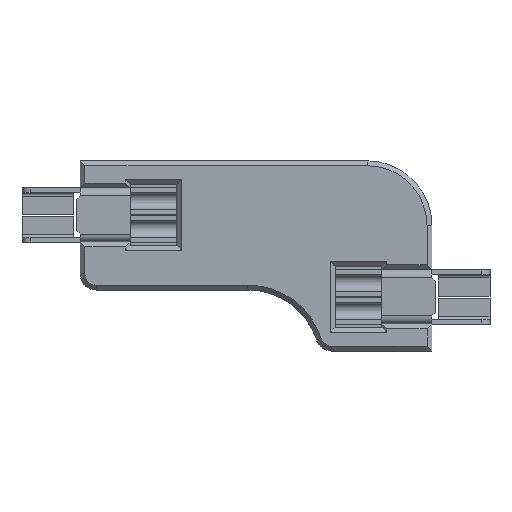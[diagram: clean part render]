
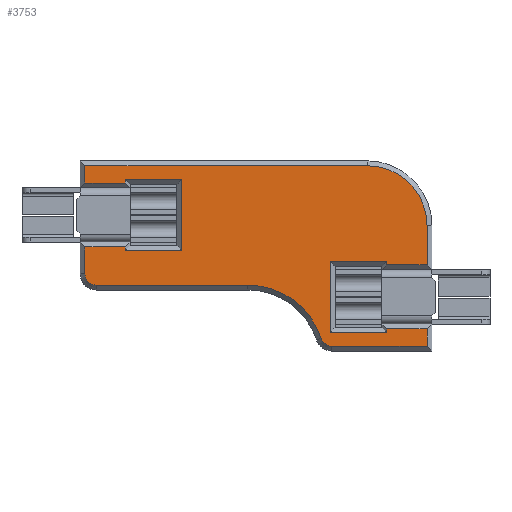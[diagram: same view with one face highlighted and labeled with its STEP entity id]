
A CAD part, top view. The second image highlights one B-rep face of the part: STEP entity #3753.
In plain terms, the highlighted planar face has unit normal (0, 0, 1).
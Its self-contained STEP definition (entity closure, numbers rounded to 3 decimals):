
#45=PLANE('',#4025);
#261=FACE_OUTER_BOUND('',#492,.T.);
#492=EDGE_LOOP('',(#2703,#2704,#2705,#2706,#2707,#2708,#2709,#2710,#2711,
#2712,#2713,#2714,#2715,#2716,#2717,#2718,#2719,#2720,#2721,#2722,#2723,
#2724,#2725,#2726,#2727));
#732=LINE('',#5592,#1171);
#733=LINE('',#5594,#1172);
#734=LINE('',#5596,#1173);
#735=LINE('',#5598,#1174);
#736=LINE('',#5600,#1175);
#737=LINE('',#5602,#1176);
#738=LINE('',#5604,#1177);
#739=LINE('',#5606,#1178);
#740=LINE('',#5608,#1179);
#741=LINE('',#5610,#1180);
#742=LINE('',#5614,#1181);
#743=LINE('',#5616,#1182);
#744=LINE('',#5618,#1183);
#745=LINE('',#5620,#1184);
#746=LINE('',#5622,#1185);
#747=LINE('',#5624,#1186);
#748=LINE('',#5626,#1187);
#749=LINE('',#5628,#1188);
#750=LINE('',#5630,#1189);
#751=LINE('',#5632,#1190);
#752=LINE('',#5636,#1191);
#1171=VECTOR('',#4474,1000.);
#1172=VECTOR('',#4475,1000.);
#1173=VECTOR('',#4476,1000.);
#1174=VECTOR('',#4477,1000.);
#1175=VECTOR('',#4478,1000.);
#1176=VECTOR('',#4479,1000.);
#1177=VECTOR('',#4480,1000.);
#1178=VECTOR('',#4481,1000.);
#1179=VECTOR('',#4482,1000.);
#1180=VECTOR('',#4483,1000.);
#1181=VECTOR('',#4486,1000.);
#1182=VECTOR('',#4487,1000.);
#1183=VECTOR('',#4488,1000.);
#1184=VECTOR('',#4489,1000.);
#1185=VECTOR('',#4490,1000.);
#1186=VECTOR('',#4491,1000.);
#1187=VECTOR('',#4492,1000.);
#1188=VECTOR('',#4493,1000.);
#1189=VECTOR('',#4494,1000.);
#1190=VECTOR('',#4495,1000.);
#1191=VECTOR('',#4498,1000.);
#1601=CIRCLE('',#4026,1.85);
#1602=CIRCLE('',#4027,0.35);
#1603=CIRCLE('',#4028,2.383);
#1604=CIRCLE('',#4029,0.35);
#1744=VERTEX_POINT('',#5590);
#1745=VERTEX_POINT('',#5591);
#1746=VERTEX_POINT('',#5593);
#1747=VERTEX_POINT('',#5595);
#1748=VERTEX_POINT('',#5597);
#1749=VERTEX_POINT('',#5599);
#1750=VERTEX_POINT('',#5601);
#1751=VERTEX_POINT('',#5603);
#1752=VERTEX_POINT('',#5605);
#1753=VERTEX_POINT('',#5607);
#1754=VERTEX_POINT('',#5609);
#1755=VERTEX_POINT('',#5611);
#1756=VERTEX_POINT('',#5613);
#1757=VERTEX_POINT('',#5615);
#1758=VERTEX_POINT('',#5617);
#1759=VERTEX_POINT('',#5619);
#1760=VERTEX_POINT('',#5621);
#1761=VERTEX_POINT('',#5623);
#1762=VERTEX_POINT('',#5625);
#1763=VERTEX_POINT('',#5627);
#1764=VERTEX_POINT('',#5629);
#1765=VERTEX_POINT('',#5631);
#1766=VERTEX_POINT('',#5633);
#1767=VERTEX_POINT('',#5635);
#1768=VERTEX_POINT('',#5637);
#2111=EDGE_CURVE('',#1744,#1745,#732,.T.);
#2112=EDGE_CURVE('',#1745,#1746,#733,.T.);
#2113=EDGE_CURVE('',#1746,#1747,#734,.T.);
#2114=EDGE_CURVE('',#1747,#1748,#735,.T.);
#2115=EDGE_CURVE('',#1748,#1749,#736,.T.);
#2116=EDGE_CURVE('',#1749,#1750,#737,.T.);
#2117=EDGE_CURVE('',#1750,#1751,#738,.T.);
#2118=EDGE_CURVE('',#1751,#1752,#739,.T.);
#2119=EDGE_CURVE('',#1752,#1753,#740,.T.);
#2120=EDGE_CURVE('',#1753,#1754,#741,.T.);
#2121=EDGE_CURVE('',#1754,#1755,#1601,.T.);
#2122=EDGE_CURVE('',#1755,#1756,#742,.T.);
#2123=EDGE_CURVE('',#1756,#1757,#743,.T.);
#2124=EDGE_CURVE('',#1757,#1758,#744,.T.);
#2125=EDGE_CURVE('',#1758,#1759,#745,.T.);
#2126=EDGE_CURVE('',#1759,#1760,#746,.T.);
#2127=EDGE_CURVE('',#1760,#1761,#747,.T.);
#2128=EDGE_CURVE('',#1761,#1762,#748,.T.);
#2129=EDGE_CURVE('',#1762,#1763,#749,.T.);
#2130=EDGE_CURVE('',#1763,#1764,#750,.T.);
#2131=EDGE_CURVE('',#1764,#1765,#751,.T.);
#2132=EDGE_CURVE('',#1765,#1766,#1602,.T.);
#2133=EDGE_CURVE('',#1766,#1767,#752,.T.);
#2134=EDGE_CURVE('',#1767,#1768,#1603,.T.);
#2135=EDGE_CURVE('',#1768,#1744,#1604,.T.);
#2703=ORIENTED_EDGE('',*,*,#2111,.T.);
#2704=ORIENTED_EDGE('',*,*,#2112,.T.);
#2705=ORIENTED_EDGE('',*,*,#2113,.T.);
#2706=ORIENTED_EDGE('',*,*,#2114,.T.);
#2707=ORIENTED_EDGE('',*,*,#2115,.T.);
#2708=ORIENTED_EDGE('',*,*,#2116,.T.);
#2709=ORIENTED_EDGE('',*,*,#2117,.T.);
#2710=ORIENTED_EDGE('',*,*,#2118,.T.);
#2711=ORIENTED_EDGE('',*,*,#2119,.T.);
#2712=ORIENTED_EDGE('',*,*,#2120,.T.);
#2713=ORIENTED_EDGE('',*,*,#2121,.T.);
#2714=ORIENTED_EDGE('',*,*,#2122,.T.);
#2715=ORIENTED_EDGE('',*,*,#2123,.T.);
#2716=ORIENTED_EDGE('',*,*,#2124,.T.);
#2717=ORIENTED_EDGE('',*,*,#2125,.T.);
#2718=ORIENTED_EDGE('',*,*,#2126,.T.);
#2719=ORIENTED_EDGE('',*,*,#2127,.T.);
#2720=ORIENTED_EDGE('',*,*,#2128,.T.);
#2721=ORIENTED_EDGE('',*,*,#2129,.T.);
#2722=ORIENTED_EDGE('',*,*,#2130,.T.);
#2723=ORIENTED_EDGE('',*,*,#2131,.T.);
#2724=ORIENTED_EDGE('',*,*,#2132,.T.);
#2725=ORIENTED_EDGE('',*,*,#2133,.T.);
#2726=ORIENTED_EDGE('',*,*,#2134,.T.);
#2727=ORIENTED_EDGE('',*,*,#2135,.T.);
#3753=ADVANCED_FACE('',(#261),#45,.T.);
#4025=AXIS2_PLACEMENT_3D('',#5589,#4472,#4473);
#4026=AXIS2_PLACEMENT_3D('',#5612,#4484,#4485);
#4027=AXIS2_PLACEMENT_3D('',#5634,#4496,#4497);
#4028=AXIS2_PLACEMENT_3D('',#5638,#4499,#4500);
#4029=AXIS2_PLACEMENT_3D('',#5639,#4501,#4502);
#4472=DIRECTION('center_axis',(0.,0.,
1.));
#4473=DIRECTION('ref_axis',(0.,1.,0.));
#4474=DIRECTION('',(1.,0.,0.));
#4475=DIRECTION('',(0.,1.,0.));
#4476=DIRECTION('',(-1.,0.,0.));
#4477=DIRECTION('',(0.,-1.,0.));
#4478=DIRECTION('',(-1.,0.,0.));
#4479=DIRECTION('',(0.,1.,0.));
#4480=DIRECTION('',(1.,0.,0.));
#4481=DIRECTION('',(0.,-1.,0.));
#4482=DIRECTION('',(1.,0.,0.));
#4483=DIRECTION('',(0.,1.,0.));
#4484=DIRECTION('center_axis',(0.,0.,
1.));
#4485=DIRECTION('ref_axis',(0.,1.,0.));
#4486=DIRECTION('',(-1.,0.,0.));
#4487=DIRECTION('',(0.,-1.,0.));
#4488=DIRECTION('',(1.,0.,0.));
#4489=DIRECTION('',(0.,1.,0.));
#4490=DIRECTION('',(1.,0.,0.));
#4491=DIRECTION('',(0.,-1.,0.));
#4492=DIRECTION('',(-1.,0.,0.));
#4493=DIRECTION('',(0.,1.,0.));
#4494=DIRECTION('',(-1.,0.,0.));
#4495=DIRECTION('',(0.,-1.,0.));
#4496=DIRECTION('center_axis',(0.,0.,
1.));
#4497=DIRECTION('ref_axis',(0.,1.,0.));
#4498=DIRECTION('',(1.,0.,0.));
#4499=DIRECTION('center_axis',(0.,0.,
-1.));
#4500=DIRECTION('ref_axis',(0.,1.,0.));
#4501=DIRECTION('center_axis',(0.,0.,
1.));
#4502=DIRECTION('ref_axis',(0.,1.,0.));
#5589=CARTESIAN_POINT('Origin',(2.98,1.375,1.85));
#5590=CARTESIAN_POINT('',(2.98,1.025,1.85));
#5591=CARTESIAN_POINT('',(5.93,1.025,1.85));
#5592=CARTESIAN_POINT('',(6.08,1.025,1.85));
#5593=CARTESIAN_POINT('',(5.93,1.56,1.85));
#5594=CARTESIAN_POINT('',(5.93,1.71,1.85));
#5595=CARTESIAN_POINT('',(4.68,1.56,1.85));
#5596=CARTESIAN_POINT('',(4.53,1.56,1.85));
#5597=CARTESIAN_POINT('',(4.68,1.45,1.85));
#5598=CARTESIAN_POINT('',(4.68,1.6,1.85));
#5599=CARTESIAN_POINT('',(2.93,1.45,1.85));
#5600=CARTESIAN_POINT('',(3.08,1.45,1.85));
#5601=CARTESIAN_POINT('',(2.93,3.65,1.85));
#5602=CARTESIAN_POINT('',(2.93,3.5,1.85));
#5603=CARTESIAN_POINT('',(4.68,3.65,1.85));
#5604=CARTESIAN_POINT('',(4.53,3.65,1.85));
#5605=CARTESIAN_POINT('',(4.68,3.54,1.85));
#5606=CARTESIAN_POINT('',(4.68,3.39,1.85));
#5607=CARTESIAN_POINT('',(5.93,3.54,1.85));
#5608=CARTESIAN_POINT('',(6.08,3.54,1.85));
#5609=CARTESIAN_POINT('',(5.93,4.765,1.85));
#5610=CARTESIAN_POINT('',(5.93,4.765,1.85));
#5611=CARTESIAN_POINT('',(4.08,6.615,1.85));
#5612=CARTESIAN_POINT('Origin',(4.08,4.765,1.85));
#5613=CARTESIAN_POINT('',(-4.67,6.615,1.85));
#5614=CARTESIAN_POINT('',(-4.82,6.615,1.85));
#5615=CARTESIAN_POINT('',(-4.67,6.08,1.85));
#5616=CARTESIAN_POINT('',(-4.67,5.93,1.85));
#5617=CARTESIAN_POINT('',(-3.42,6.08,1.85));
#5618=CARTESIAN_POINT('',(-3.27,6.08,1.85));
#5619=CARTESIAN_POINT('',(-3.42,6.19,1.85));
#5620=CARTESIAN_POINT('',(-3.42,6.04,1.85));
#5621=CARTESIAN_POINT('',(-1.67,6.19,1.85));
#5622=CARTESIAN_POINT('',(-1.82,6.19,1.85));
#5623=CARTESIAN_POINT('',(-1.67,3.99,1.85));
#5624=CARTESIAN_POINT('',(-1.67,4.14,1.85));
#5625=CARTESIAN_POINT('',(-3.42,3.99,1.85));
#5626=CARTESIAN_POINT('',(-3.27,3.99,1.85));
#5627=CARTESIAN_POINT('',(-3.42,4.1,1.85));
#5628=CARTESIAN_POINT('',(-3.42,4.25,1.85));
#5629=CARTESIAN_POINT('',(-4.67,4.1,1.85));
#5630=CARTESIAN_POINT('',(-4.82,4.1,1.85));
#5631=CARTESIAN_POINT('',(-4.67,3.265,1.85));
#5632=CARTESIAN_POINT('',(-4.67,3.265,1.85));
#5633=CARTESIAN_POINT('',(-4.32,2.915,1.85));
#5634=CARTESIAN_POINT('Origin',(-4.32,3.265,1.85));
#5635=CARTESIAN_POINT('',(0.38,2.915,1.85));
#5636=CARTESIAN_POINT('',(0.38,2.915,1.85));
#5637=CARTESIAN_POINT('',(2.647,1.267,1.85));
#5638=CARTESIAN_POINT('Origin',(0.38,0.532,1.85));
#5639=CARTESIAN_POINT('Origin',(2.98,1.375,1.85));
